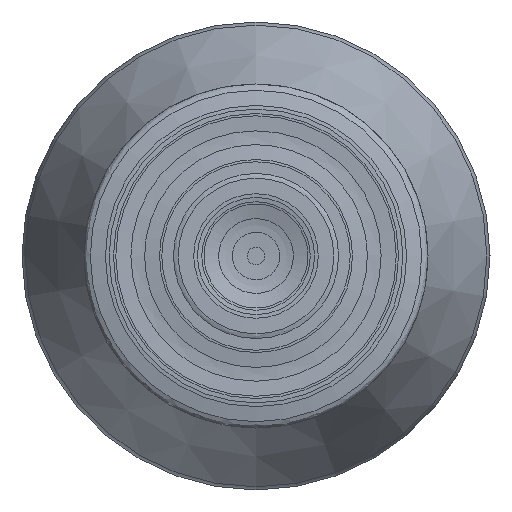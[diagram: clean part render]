
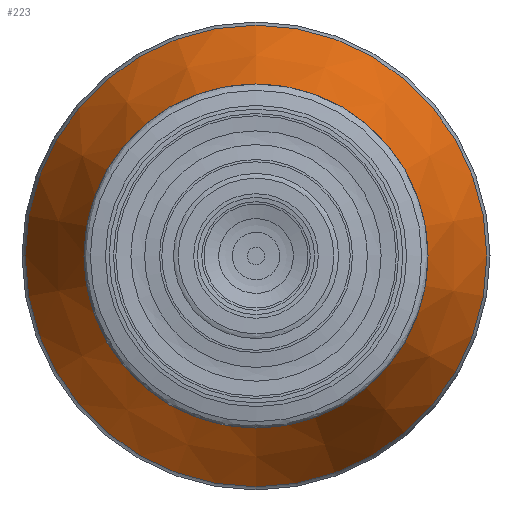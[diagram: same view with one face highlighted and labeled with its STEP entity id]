
A CAD part, left-side view. The second image highlights one B-rep face of the part: STEP entity #223.
In plain terms, the highlighted conical face has half-angle 22.62 degrees and reference radius 16.769 mm.
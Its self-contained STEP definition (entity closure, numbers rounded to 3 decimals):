
#201=CONICAL_SURFACE('',#879,16.769,22.62);
#223=ADVANCED_FACE('',(#309,#310),#201,.T.);
#309=FACE_BOUND('',#432,.T.);
#310=FACE_BOUND('',#433,.T.);
#432=EDGE_LOOP('',(#558));
#433=EDGE_LOOP('',(#559));
#558=ORIENTED_EDGE('',*,*,#733,.T.);
#559=ORIENTED_EDGE('',*,*,#732,.F.);
#669=VERTEX_POINT('',#1225);
#670=VERTEX_POINT('',#1228);
#732=EDGE_CURVE('',#669,#669,#795,.T.);
#733=EDGE_CURVE('',#670,#670,#796,.T.);
#795=CIRCLE('',#876,16.769);
#796=CIRCLE('',#878,12.385);
#876=AXIS2_PLACEMENT_3D('',#1224,#995,#996);
#878=AXIS2_PLACEMENT_3D('',#1227,#999,#1000);
#879=AXIS2_PLACEMENT_3D('',#1229,#1001,#1002);
#995=DIRECTION('',(1.,0.,0.));
#996=DIRECTION('',(0.,0.,1.));
#999=DIRECTION('',(1.,0.,0.));
#1000=DIRECTION('',(0.,0.,1.));
#1001=DIRECTION('',(1.,0.,0.));
#1002=DIRECTION('',(0.,0.,-1.));
#1224=CARTESIAN_POINT('',(91.446,0.,0.));
#1225=CARTESIAN_POINT('',(91.446,0.,16.769));
#1227=CARTESIAN_POINT('',(80.923,0.,0.));
#1228=CARTESIAN_POINT('',(80.923,0.,12.385));
#1229=CARTESIAN_POINT('',(91.446,0.,0.));
